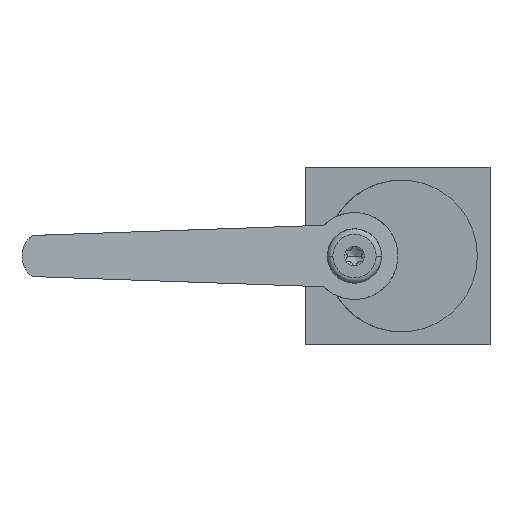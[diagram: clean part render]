
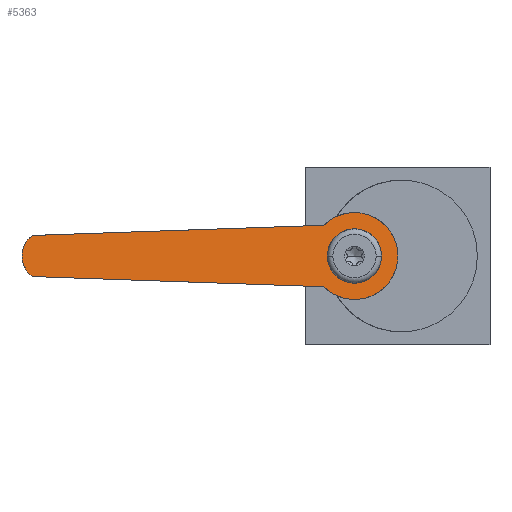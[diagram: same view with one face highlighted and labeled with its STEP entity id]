
A CAD part, left-side view. The second image highlights one B-rep face of the part: STEP entity #5363.
In plain terms, the highlighted planar face has unit normal (-0.966, -0.259, 0).
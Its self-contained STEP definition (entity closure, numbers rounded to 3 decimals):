
#617=CARTESIAN_POINT('',(-42.118,45.971,-33.));
#618=CARTESIAN_POINT('',(-42.005,45.548,-33.421));
#619=CARTESIAN_POINT('',(-41.8,44.783,-34.069));
#620=CARTESIAN_POINT('',(-41.43,43.401,-35.));
#621=CARTESIAN_POINT('',(-41.015,41.851,-35.735));
#622=CARTESIAN_POINT('',(-40.557,40.144,-36.246));
#623=CARTESIAN_POINT('',(-39.986,38.014,-36.568));
#624=CARTESIAN_POINT('',(-39.33,35.565,-36.454));
#625=CARTESIAN_POINT('',(-38.612,32.883,-35.691));
#626=CARTESIAN_POINT('',(-37.958,30.442,-34.341));
#627=CARTESIAN_POINT('',(-37.47,28.624,-32.692));
#628=CARTESIAN_POINT('',(-37.126,27.339,-30.959));
#629=CARTESIAN_POINT('',(-36.898,26.487,-29.387));
#630=CARTESIAN_POINT('',(-36.742,25.905,-27.766));
#631=CARTESIAN_POINT('',(-36.656,25.584,-26.118));
#632=CARTESIAN_POINT('',(-36.633,25.5,-25.107));
#633=CARTESIAN_POINT('',(-36.633,25.5,-24.5));
#639=CARTESIAN_POINT('',(-41.858,45.,-24.5));
#640=CARTESIAN_POINT('',(-41.858,45.,-25.384));
#641=CARTESIAN_POINT('',(-41.773,44.68,-27.293));
#642=CARTESIAN_POINT('',(-41.312,42.96,-29.962));
#643=CARTESIAN_POINT('',(-40.717,40.742,-31.393));
#644=CARTESIAN_POINT('',(-40.212,38.855,-31.921));
#645=CARTESIAN_POINT('',(-39.849,37.5,-32.039));
#646=CARTESIAN_POINT('',(-39.486,36.145,-31.921));
#647=CARTESIAN_POINT('',(-38.98,34.258,-31.393));
#648=CARTESIAN_POINT('',(-38.386,32.04,-29.962));
#649=CARTESIAN_POINT('',(-37.925,30.32,-27.293));
#650=CARTESIAN_POINT('',(-37.839,30.,-25.384));
#651=CARTESIAN_POINT('',(-37.839,30.,-24.5));
#653=CARTESIAN_POINT('',(-37.839,30.,-24.5));
#654=CARTESIAN_POINT('',(-37.839,30.,-23.616));
#655=CARTESIAN_POINT('',(-37.925,30.32,-21.707));
#656=CARTESIAN_POINT('',(-38.386,32.04,-19.038));
#657=CARTESIAN_POINT('',(-38.98,34.258,-17.607));
#658=CARTESIAN_POINT('',(-39.486,36.145,-17.079));
#659=CARTESIAN_POINT('',(-39.849,37.5,-16.961));
#660=CARTESIAN_POINT('',(-40.212,38.855,-17.079));
#661=CARTESIAN_POINT('',(-40.717,40.742,-17.607));
#662=CARTESIAN_POINT('',(-41.312,42.96,-19.038));
#663=CARTESIAN_POINT('',(-41.773,44.68,-21.707));
#664=CARTESIAN_POINT('',(-41.858,45.,-23.616));
#665=CARTESIAN_POINT('',(-41.858,45.,-24.5));
#667=DIRECTION('',(0.259,-0.965,-0.034));
#668=VECTOR('',#667,83.507);
#669=CARTESIAN_POINT('',(-63.719,126.586,-30.185));
#670=LINE('',#669,#668);
#724=CARTESIAN_POINT('',(-36.633,25.5,-24.5));
#725=CARTESIAN_POINT('',(-36.633,25.5,-23.893));
#726=CARTESIAN_POINT('',(-36.656,25.584,-22.882));
#727=CARTESIAN_POINT('',(-36.742,25.905,-21.234));
#728=CARTESIAN_POINT('',(-36.898,26.487,-19.613));
#729=CARTESIAN_POINT('',(-37.126,27.339,-18.041));
#730=CARTESIAN_POINT('',(-37.47,28.624,-16.308));
#731=CARTESIAN_POINT('',(-37.958,30.442,-14.659));
#732=CARTESIAN_POINT('',(-38.612,32.883,-13.309));
#733=CARTESIAN_POINT('',(-39.33,35.565,-12.546));
#734=CARTESIAN_POINT('',(-39.986,38.014,-12.432));
#735=CARTESIAN_POINT('',(-40.557,40.144,-12.754));
#736=CARTESIAN_POINT('',(-41.015,41.851,-13.265));
#737=CARTESIAN_POINT('',(-41.43,43.401,-14.));
#738=CARTESIAN_POINT('',(-41.8,44.783,-14.931));
#739=CARTESIAN_POINT('',(-42.005,45.548,-15.579));
#740=CARTESIAN_POINT('',(-42.118,45.971,-16.));
#754=DIRECTION('',(-0.259,0.965,-0.034));
#755=VECTOR('',#754,83.507);
#756=CARTESIAN_POINT('',(-42.118,45.971,-16.));
#757=LINE('',#756,#755);
#791=CARTESIAN_POINT('',(-63.719,126.586,-18.815));
#792=CARTESIAN_POINT('',(-63.896,127.245,-19.289));
#793=CARTESIAN_POINT('',(-64.136,128.14,-20.236));
#794=CARTESIAN_POINT('',(-64.428,129.232,-22.131));
#795=CARTESIAN_POINT('',(-64.548,129.68,-24.5));
#796=CARTESIAN_POINT('',(-64.428,129.232,-26.869));
#797=CARTESIAN_POINT('',(-64.136,128.14,-28.764));
#798=CARTESIAN_POINT('',(-63.896,127.245,-29.711));
#799=CARTESIAN_POINT('',(-63.719,126.586,-30.185));
#3562=CARTESIAN_POINT('',(-63.719,126.586,
-30.185));
#3563=CARTESIAN_POINT('',(-42.118,45.971,-33.));
#3564=VERTEX_POINT('',#3562);
#3565=VERTEX_POINT('',#3563);
#3572=VERTEX_POINT('',#791);
#3575=CARTESIAN_POINT('',(-42.118,45.971,-16.));
#3576=VERTEX_POINT('',#3575);
#3593=VERTEX_POINT('',#633);
#3594=VERTEX_POINT('',#639);
#3595=VERTEX_POINT('',#651);
#5341=CARTESIAN_POINT('',(-50.567,77.501,
-24.5));
#5342=DIRECTION('',(0.966,0.259,0.));
#5343=DIRECTION('',(-0.259,0.966,0.));
#5344=AXIS2_PLACEMENT_3D('',#5341,#5342,#5343);
#5345=PLANE('',#5344);
#5347=ORIENTED_EDGE('',*,*,#5346,.F.);
#5349=ORIENTED_EDGE('',*,*,#5348,.F.);
#5351=ORIENTED_EDGE('',*,*,#5350,.F.);
#5353=ORIENTED_EDGE('',*,*,#5352,.F.);
#5354=ORIENTED_EDGE('',*,*,#5327,.F.);
#5355=EDGE_LOOP('',(#5347,#5349,#5351,#5353,#5354));
#5356=FACE_OUTER_BOUND('',#5355,.F.);
#5358=ORIENTED_EDGE('',*,*,#5357,.T.);
#5360=ORIENTED_EDGE('',*,*,#5359,.T.);
#5361=EDGE_LOOP('',(#5358,#5360));
#5362=FACE_BOUND('',#5361,.F.);
#5363=ADVANCED_FACE('',(#5356,#5362),#5345,.F.);
#634=B_SPLINE_CURVE_WITH_KNOTS('',3,(#617,#618,#619,#620,#621,#622,#623,#624,
#625,#626,#627,#628,#629,#630,#631,#632,#633),.UNSPECIFIED.,.F.,.F.,(4,1,1,1,1,
1,1,1,1,1,1,1,1,1,4),(0.,0.031,0.063,0.125,0.188,0.25,0.375,
0.5,0.625,0.75,0.813,0.875,0.938,0.969,1.),.UNSPECIFIED.);
#652=B_SPLINE_CURVE_WITH_KNOTS('',3,(#639,#640,#641,#642,#643,#644,#645,#646,
#647,#648,#649,#650,#651),.UNSPECIFIED.,.F.,.F.,(4,1,1,1,1,1,1,1,1,1,4),(0.,
0.125,0.25,0.375,0.438,0.5,0.563,0.625,0.75,0.875,1.),
.UNSPECIFIED.);
#666=B_SPLINE_CURVE_WITH_KNOTS('',3,(#653,#654,#655,#656,#657,#658,#659,#660,
#661,#662,#663,#664,#665),.UNSPECIFIED.,.F.,.F.,(4,1,1,1,1,1,1,1,1,1,4),(0.,
0.125,0.25,0.375,0.438,0.5,0.563,0.625,0.75,0.875,1.),
.UNSPECIFIED.);
#741=B_SPLINE_CURVE_WITH_KNOTS('',3,(#724,#725,#726,#727,#728,#729,#730,#731,
#732,#733,#734,#735,#736,#737,#738,#739,#740),.UNSPECIFIED.,.F.,.F.,(4,1,1,1,1,
1,1,1,1,1,1,1,1,1,4),(0.,0.031,0.063,0.125,0.188,0.25,0.375,
0.5,0.625,0.75,0.813,0.875,0.938,0.969,1.),.UNSPECIFIED.);
#800=B_SPLINE_CURVE_WITH_KNOTS('',3,(#791,#792,#793,#794,#795,#796,#797,#798,
#799),.UNSPECIFIED.,.F.,.F.,(4,1,1,1,1,1,4),(0.,0.125,0.25,0.5,0.75,
0.875,1.),.UNSPECIFIED.);
#5327=EDGE_CURVE('',#3565,#3593,#634,.T.);
#5346=EDGE_CURVE('',#3564,#3565,#670,.T.);
#5348=EDGE_CURVE('',#3572,#3564,#800,.T.);
#5350=EDGE_CURVE('',#3576,#3572,#757,.T.);
#5352=EDGE_CURVE('',#3593,#3576,#741,.T.);
#5357=EDGE_CURVE('',#3594,#3595,#652,.T.);
#5359=EDGE_CURVE('',#3595,#3594,#666,.T.);
